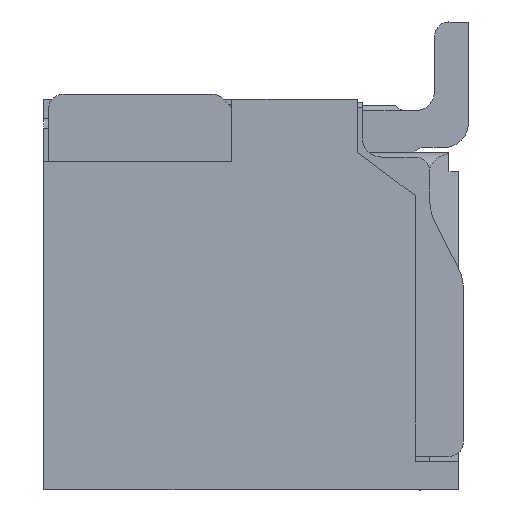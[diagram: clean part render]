
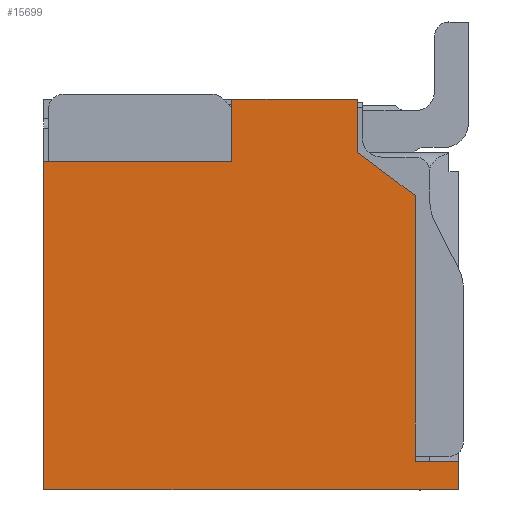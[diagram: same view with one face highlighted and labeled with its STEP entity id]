
A CAD part, left-side view. The second image highlights one B-rep face of the part: STEP entity #15699.
In plain terms, the highlighted planar face has unit normal (-1, 0, 0).
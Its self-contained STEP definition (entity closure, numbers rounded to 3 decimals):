
#116 = CARTESIAN_POINT ( 'NONE',  ( -7.875, 0., 0. ) ) ;
#846 = CARTESIAN_POINT ( 'NONE',  ( -7.875, -2.15, -1.725 ) ) ;
#1189 = EDGE_CURVE ( 'NONE', #23321, #7475, #5840, .T. ) ;
#2685 = FACE_OUTER_BOUND ( 'NONE', #6606, .T. ) ;
#2755 = CARTESIAN_POINT ( 'NONE',  ( -7.875, 0., -1.725 ) ) ;
#3296 = ORIENTED_EDGE ( 'NONE', *, *, #24047, .F. ) ;
#3536 = CARTESIAN_POINT ( 'NONE',  ( -7.875, 0., -2.025 ) ) ;
#3872 = ORIENTED_EDGE ( 'NONE', *, *, #6367, .F. ) ;
#4233 = VERTEX_POINT ( 'NONE', #27689 ) ;
#4257 = EDGE_CURVE ( 'NONE', #20442, #16371, #19271, .T. ) ;
#4295 = LINE ( 'NONE', #13018, #13687 ) ;
#5799 = VERTEX_POINT ( 'NONE', #14014 ) ;
#5840 = LINE ( 'NONE', #10219, #16090 ) ;
#6281 = CARTESIAN_POINT ( 'NONE',  ( -7.875, -1.7, 1.025 ) ) ;
#6367 = EDGE_CURVE ( 'NONE', #7475, #4233, #8532, .T. ) ;
#6553 = CARTESIAN_POINT ( 'NONE',  ( -7.875, 0., 1.375 ) ) ;
#6606 = EDGE_LOOP ( 'NONE', ( #26889, #15011, #3296, #27165, #19657, #12561, #27595, #16230, #3872, #13187 ) ) ;
#6923 = CARTESIAN_POINT ( 'NONE',  ( -7.875, -2.15, -2.025 ) ) ;
#7292 = VERTEX_POINT ( 'NONE', #19360 ) ;
#7343 = CARTESIAN_POINT ( 'NONE',  ( -7.875, -1.7, -1.725 ) ) ;
#7409 = CARTESIAN_POINT ( 'NONE',  ( -7.875, 2.15, 1.375 ) ) ;
#7475 = VERTEX_POINT ( 'NONE', #7409 ) ;
#7791 = CARTESIAN_POINT ( 'NONE',  ( -7.875, 0.2, 0. ) ) ;
#8233 = CARTESIAN_POINT ( 'NONE',  ( -7.875, -1.1, 2.025 ) ) ;
#8532 = LINE ( 'NONE', #6553, #23186 ) ;
#8640 = CARTESIAN_POINT ( 'NONE',  ( -7.875, 2.15, -2.025 ) ) ;
#8659 = EDGE_CURVE ( 'NONE', #11923, #11317, #4295, .T. ) ;
#8750 = EDGE_CURVE ( 'NONE', #4233, #5799, #12012, .T. ) ;
#8928 = LINE ( 'NONE', #26031, #19850 ) ;
#10165 = VECTOR ( 'NONE', #15674, 1000. ) ;
#10219 = CARTESIAN_POINT ( 'NONE',  ( -7.875, 2.15, 0. ) ) ;
#10488 = DIRECTION ( 'NONE',  ( 0., 0., 1. ) ) ;
#10769 = EDGE_CURVE ( 'NONE', #20267, #7292, #17291, .T. ) ;
#11317 = VERTEX_POINT ( 'NONE', #7343 ) ;
#11923 = VERTEX_POINT ( 'NONE', #6281 ) ;
#11984 = DIRECTION ( 'NONE',  ( 0., -0.8, -0.6 ) ) ;
#12012 = LINE ( 'NONE', #7791, #26699 ) ;
#12561 = ORIENTED_EDGE ( 'NONE', *, *, #10769, .F. ) ;
#12806 = DIRECTION ( 'NONE',  ( 1., 0., 0. ) ) ;
#12873 = DIRECTION ( 'NONE',  ( 0., 0., -1. ) ) ;
#13018 = CARTESIAN_POINT ( 'NONE',  ( -7.875, -1.7, 0. ) ) ;
#13171 = VECTOR ( 'NONE', #27838, 1000. ) ;
#13187 = ORIENTED_EDGE ( 'NONE', *, *, #1189, .F. ) ;
#13687 = VECTOR ( 'NONE', #12873, 1000. ) ;
#14014 = CARTESIAN_POINT ( 'NONE',  ( -7.875, 0.2, 2.025 ) ) ;
#14353 = LINE ( 'NONE', #26996, #20658 ) ;
#15011 = ORIENTED_EDGE ( 'NONE', *, *, #4257, .T. ) ;
#15047 = DIRECTION ( 'NONE',  ( 0., 0., -1. ) ) ;
#15397 = EDGE_CURVE ( 'NONE', #7292, #11923, #8928, .T. ) ;
#15527 = LINE ( 'NONE', #2755, #10165 ) ;
#15674 = DIRECTION ( 'NONE',  ( 0., -1., 0. ) ) ;
#15699 = ADVANCED_FACE ( 'NONE', ( #2685 ), #17300, .F. ) ;
#16090 = VECTOR ( 'NONE', #10488, 1000. ) ;
#16230 = ORIENTED_EDGE ( 'NONE', *, *, #8750, .F. ) ;
#16241 = CARTESIAN_POINT ( 'NONE',  ( -7.875, -1.1, 0. ) ) ;
#16371 = VERTEX_POINT ( 'NONE', #846 ) ;
#16491 = DIRECTION ( 'NONE',  ( 0., 0., 1. ) ) ;
#16498 = EDGE_CURVE ( 'NONE', #5799, #20267, #14353, .T. ) ;
#17291 = LINE ( 'NONE', #16241, #20112 ) ;
#17300 = PLANE ( 'NONE',  #19816 ) ;
#18558 = LINE ( 'NONE', #3536, #20083 ) ;
#19271 = LINE ( 'NONE', #25843, #13171 ) ;
#19360 = CARTESIAN_POINT ( 'NONE',  ( -7.875, -1.1, 1.475 ) ) ;
#19657 = ORIENTED_EDGE ( 'NONE', *, *, #15397, .F. ) ;
#19816 = AXIS2_PLACEMENT_3D ( 'NONE', #116, #12806, #15047 ) ;
#19850 = VECTOR ( 'NONE', #11984, 1000. ) ;
#20083 = VECTOR ( 'NONE', #25424, 1000. ) ;
#20112 = VECTOR ( 'NONE', #26514, 1000. ) ;
#20267 = VERTEX_POINT ( 'NONE', #8233 ) ;
#20442 = VERTEX_POINT ( 'NONE', #6923 ) ;
#20658 = VECTOR ( 'NONE', #22908, 1000. ) ;
#21574 = DIRECTION ( 'NONE',  ( 0., -1., 0. ) ) ;
#22908 = DIRECTION ( 'NONE',  ( 0., -1., 0. ) ) ;
#23186 = VECTOR ( 'NONE', #21574, 1000. ) ;
#23321 = VERTEX_POINT ( 'NONE', #8640 ) ;
#24047 = EDGE_CURVE ( 'NONE', #11317, #16371, #15527, .T. ) ;
#25424 = DIRECTION ( 'NONE',  ( 0., 1., 0. ) ) ;
#25843 = CARTESIAN_POINT ( 'NONE',  ( -7.875, -2.15, -0.375 ) ) ;
#26031 = CARTESIAN_POINT ( 'NONE',  ( -7.875, -1.1, 1.475 ) ) ;
#26514 = DIRECTION ( 'NONE',  ( 0., 0., -1. ) ) ;
#26699 = VECTOR ( 'NONE', #16491, 1000. ) ;
#26889 = ORIENTED_EDGE ( 'NONE', *, *, #27396, .F. ) ;
#26996 = CARTESIAN_POINT ( 'NONE',  ( -7.875, 0., 2.025 ) ) ;
#27165 = ORIENTED_EDGE ( 'NONE', *, *, #8659, .F. ) ;
#27396 = EDGE_CURVE ( 'NONE', #20442, #23321, #18558, .T. ) ;
#27595 = ORIENTED_EDGE ( 'NONE', *, *, #16498, .F. ) ;
#27689 = CARTESIAN_POINT ( 'NONE',  ( -7.875, 0.2, 1.375 ) ) ;
#27838 = DIRECTION ( 'NONE',  ( 0., 0., 1. ) ) ;
